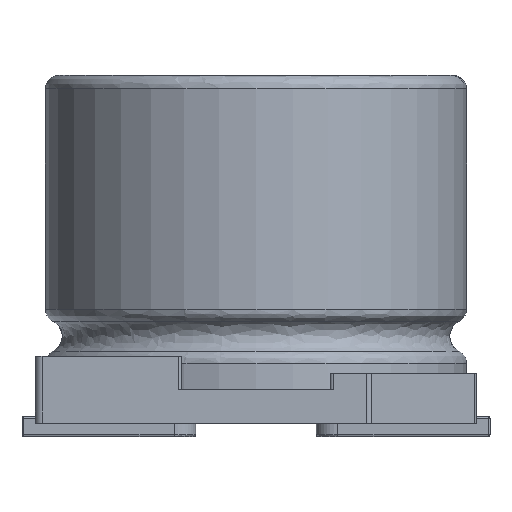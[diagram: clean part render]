
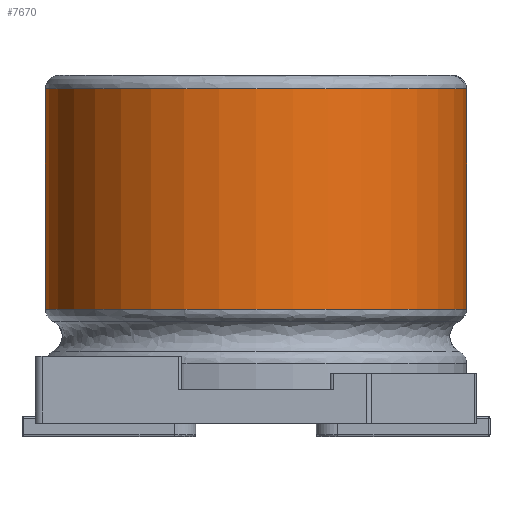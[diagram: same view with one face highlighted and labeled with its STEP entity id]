
A CAD part, front view. The second image highlights one B-rep face of the part: STEP entity #7670.
In plain terms, the highlighted cylindrical face has radius 3.15 mm (diameter 6.3 mm), a partial arc.
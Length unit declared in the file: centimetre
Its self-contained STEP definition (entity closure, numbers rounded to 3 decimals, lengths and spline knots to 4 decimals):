
#607 = EDGE_CURVE ( 'NONE', #8337, #8323, #2514, .T. ) ;
#608 = EDGE_CURVE ( 'NONE', #8338, #8315, #2580, .T. ) ;
#2513 = CARTESIAN_POINT ( 'NONE',  ( -0.315, 0., 0.07 ) ) ;
#2514 = LINE ( 'NONE', #2513, #2582 ) ;
#2576 = DIRECTION ( 'NONE',  ( 0., 0., 1. ) ) ;
#2577 = VECTOR ( 'NONE', #2576, 100. ) ;
#2578 = CARTESIAN_POINT ( 'NONE',  ( 0.315, 0., 0.07 ) ) ;
#2580 = LINE ( 'NONE', #2578, #2577 ) ;
#2581 = DIRECTION ( 'NONE',  ( 0., 0., 1. ) ) ;
#2582 = VECTOR ( 'NONE', #2581, 100. ) ;
#5626 = AXIS2_PLACEMENT_3D ( 'NONE', #5683, #5682, #5709 ) ;
#5647 = CYLINDRICAL_SURFACE ( 'NONE', #5730, 0.315 ) ;
#5682 = DIRECTION ( 'NONE',  ( 0., 0., -1. ) ) ;
#5683 = CARTESIAN_POINT ( 'NONE',  ( 0., 0., 0.52 ) ) ;
#5684 = CIRCLE ( 'NONE', #5626, 0.315 ) ;
#5700 = FACE_OUTER_BOUND ( 'NONE', #7667, .T. ) ;
#5709 = DIRECTION ( 'NONE',  ( 1., 0., 0. ) ) ;
#5730 = AXIS2_PLACEMENT_3D ( 'NONE', #5738, #5739, #5735 ) ;
#5735 = DIRECTION ( 'NONE',  ( 1., 0., 0. ) ) ;
#5738 = CARTESIAN_POINT ( 'NONE',  ( 0., 0., 0.07 ) ) ;
#5739 = DIRECTION ( 'NONE',  ( 0., 0., 1. ) ) ;
#6158 = CARTESIAN_POINT ( 'NONE',  ( 0.315, 0., 0.52 ) ) ;
#6192 = CARTESIAN_POINT ( 'NONE',  ( -0.315, 0., 0.52 ) ) ;
#6247 = CARTESIAN_POINT ( 'NONE',  ( -0.315, 0., 0.1903 ) ) ;
#6254 = CARTESIAN_POINT ( 'NONE',  ( 0.315, 0., 0.1903 ) ) ;
#6352 = DIRECTION ( 'NONE',  ( 1., 0., 0. ) ) ;
#6353 = DIRECTION ( 'NONE',  ( 0., 0., 1. ) ) ;
#6354 = CARTESIAN_POINT ( 'NONE',  ( 0., 0., 0.1903 ) ) ;
#6355 = AXIS2_PLACEMENT_3D ( 'NONE', #6354, #6353, #6352 ) ;
#6360 = CIRCLE ( 'NONE', #6355, 0.315 ) ;
#7654 = EDGE_CURVE ( 'NONE', #8315, #8323, #5684, .T. ) ;
#7660 = ORIENTED_EDGE ( 'NONE', *, *, #7654, .T. ) ;
#7662 = ORIENTED_EDGE ( 'NONE', *, *, #607, .F. ) ;
#7666 = ORIENTED_EDGE ( 'NONE', *, *, #8364, .T. ) ;
#7667 = EDGE_LOOP ( 'NONE', ( #7662, #7666, #7669, #7660 ) ) ;
#7669 = ORIENTED_EDGE ( 'NONE', *, *, #608, .T. ) ;
#7670 = ADVANCED_FACE ( 'NONE', ( #5700 ), #5647, .T. ) ;
#8315 = VERTEX_POINT ( 'NONE', #6158 ) ;
#8323 = VERTEX_POINT ( 'NONE', #6192 ) ;
#8337 = VERTEX_POINT ( 'NONE', #6247 ) ;
#8338 = VERTEX_POINT ( 'NONE', #6254 ) ;
#8364 = EDGE_CURVE ( 'NONE', #8337, #8338, #6360, .T. ) ;
